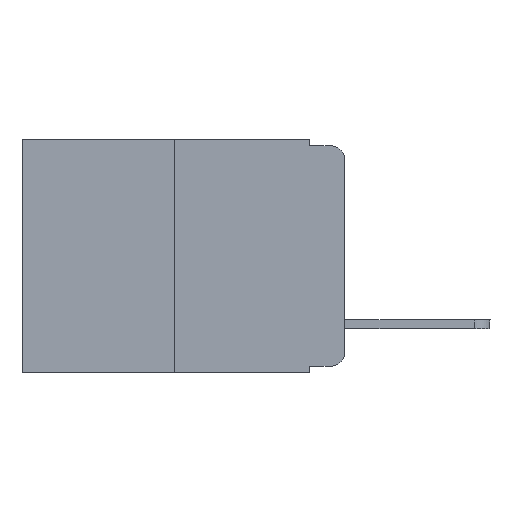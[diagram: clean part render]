
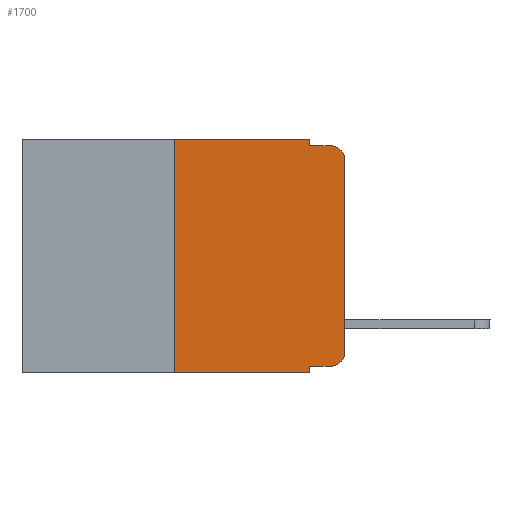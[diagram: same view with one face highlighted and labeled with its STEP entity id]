
A CAD part, left-side view. The second image highlights one B-rep face of the part: STEP entity #1700.
In plain terms, the highlighted planar face has unit normal (-1, 0, 0).
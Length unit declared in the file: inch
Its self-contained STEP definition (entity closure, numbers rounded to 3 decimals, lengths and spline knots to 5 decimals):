
#22 = VECTOR ( 'NONE', #3247, 39.37008 ) ;
#148 = CARTESIAN_POINT ( 'NONE',  ( 0., 0.25, -0.343 ) ) ;
#171 = DIRECTION ( 'NONE',  ( 0., 0., -1. ) ) ;
#251 = DIRECTION ( 'NONE',  ( 0., 0., -1. ) ) ;
#529 = CARTESIAN_POINT ( 'NONE',  ( 0., 0.02, -0.313 ) ) ;
#725 = LINE ( 'NONE', #9067, #6022 ) ;
#770 = LINE ( 'NONE', #2037, #6648 ) ;
#900 = DIRECTION ( 'NONE',  ( 0., 0., -1. ) ) ;
#1239 = VECTOR ( 'NONE', #7772, 39.37008 ) ;
#1348 = ORIENTED_EDGE ( 'NONE', *, *, #6558, .F. ) ;
#1435 = CARTESIAN_POINT ( 'NONE',  ( 0., 0.051, -0.01 ) ) ;
#1561 = DIRECTION ( 'NONE',  ( 0., -1., 0. ) ) ;
#1587 = CIRCLE ( 'NONE', #8554, 0.02 ) ;
#1593 = LINE ( 'NONE', #5599, #1239 ) ;
#1678 = CARTESIAN_POINT ( 'NONE',  ( 0., 0.051, 0. ) ) ;
#1700 = ADVANCED_FACE ( 'NONE', ( #3309 ), #5962, .F. ) ;
#1878 = ORIENTED_EDGE ( 'NONE', *, *, #3614, .F. ) ;
#1958 = LINE ( 'NONE', #7681, #22 ) ;
#2037 = CARTESIAN_POINT ( 'NONE',  ( 0., 0.051, -0.333 ) ) ;
#2362 = EDGE_CURVE ( 'NONE', #2643, #6127, #5973, .T. ) ;
#2643 = VERTEX_POINT ( 'NONE', #8412 ) ;
#2762 = AXIS2_PLACEMENT_3D ( 'NONE', #3202, #3149, #3088 ) ;
#2799 = EDGE_CURVE ( 'NONE', #8257, #2643, #1593, .T. ) ;
#3088 = DIRECTION ( 'NONE',  ( 0., 0., -1. ) ) ;
#3149 = DIRECTION ( 'NONE',  ( -1., 0., 0. ) ) ;
#3202 = CARTESIAN_POINT ( 'NONE',  ( 0., 0.02, -0.03 ) ) ;
#3247 = DIRECTION ( 'NONE',  ( 0., -1., 0. ) ) ;
#3249 = VERTEX_POINT ( 'NONE', #5436 ) ;
#3252 = CARTESIAN_POINT ( 'NONE',  ( 0., 0.25, 0. ) ) ;
#3293 = AXIS2_PLACEMENT_3D ( 'NONE', #9006, #6752, #171 ) ;
#3309 = FACE_OUTER_BOUND ( 'NONE', #5298, .T. ) ;
#3375 = DIRECTION ( 'NONE',  ( -1., 0., 0. ) ) ;
#3547 = ORIENTED_EDGE ( 'NONE', *, *, #7832, .F. ) ;
#3614 = EDGE_CURVE ( 'NONE', #9211, #3978, #7150, .T. ) ;
#3912 = LINE ( 'NONE', #1678, #4718 ) ;
#3935 = EDGE_CURVE ( 'NONE', #3249, #8128, #770, .T. ) ;
#3978 = VERTEX_POINT ( 'NONE', #9416 ) ;
#4071 = VERTEX_POINT ( 'NONE', #6145 ) ;
#4101 = EDGE_CURVE ( 'NONE', #6243, #7949, #3912, .T. ) ;
#4136 = VECTOR ( 'NONE', #8430, 39.37008 ) ;
#4311 = EDGE_CURVE ( 'NONE', #9211, #4071, #1958, .T. ) ;
#4360 = CARTESIAN_POINT ( 'NONE',  ( 0., 0., -0.313 ) ) ;
#4718 = VECTOR ( 'NONE', #900, 39.37008 ) ;
#4726 = ORIENTED_EDGE ( 'NONE', *, *, #2799, .T. ) ;
#4767 = CARTESIAN_POINT ( 'NONE',  ( 0., 0.051, -0.01 ) ) ;
#5183 = ORIENTED_EDGE ( 'NONE', *, *, #6169, .T. ) ;
#5228 = EDGE_CURVE ( 'NONE', #7949, #6127, #8499, .T. ) ;
#5298 = EDGE_LOOP ( 'NONE', ( #4726, #5797, #6489, #6433, #1348, #1878, #8982, #3547, #6863, #5183 ) ) ;
#5436 = CARTESIAN_POINT ( 'NONE',  ( 0., 0.051, -0.333 ) ) ;
#5599 = CARTESIAN_POINT ( 'NONE',  ( 0., 0., 0. ) ) ;
#5797 = ORIENTED_EDGE ( 'NONE', *, *, #2362, .T. ) ;
#5820 = VECTOR ( 'NONE', #9095, 39.37008 ) ;
#5962 = PLANE ( 'NONE',  #3293 ) ;
#5973 = CIRCLE ( 'NONE', #2762, 0.02 ) ;
#6022 = VECTOR ( 'NONE', #251, 39.37008 ) ;
#6127 = VERTEX_POINT ( 'NONE', #7141 ) ;
#6145 = CARTESIAN_POINT ( 'NONE',  ( 0., 0.051, -0.343 ) ) ;
#6169 = EDGE_CURVE ( 'NONE', #8128, #8257, #1587, .T. ) ;
#6243 = VERTEX_POINT ( 'NONE', #7264 ) ;
#6433 = ORIENTED_EDGE ( 'NONE', *, *, #4101, .F. ) ;
#6489 = ORIENTED_EDGE ( 'NONE', *, *, #5228, .F. ) ;
#6558 = EDGE_CURVE ( 'NONE', #3978, #6243, #8701, .T. ) ;
#6605 = DIRECTION ( 'NONE',  ( 0., -1., 0. ) ) ;
#6648 = VECTOR ( 'NONE', #6605, 39.37008 ) ;
#6752 = DIRECTION ( 'NONE',  ( 1., 0., 0. ) ) ;
#6863 = ORIENTED_EDGE ( 'NONE', *, *, #3935, .T. ) ;
#7020 = VECTOR ( 'NONE', #1561, 39.37008 ) ;
#7141 = CARTESIAN_POINT ( 'NONE',  ( 0., 0.02, -0.01 ) ) ;
#7150 = LINE ( 'NONE', #3252, #4136 ) ;
#7264 = CARTESIAN_POINT ( 'NONE',  ( 0., 0.051, 0. ) ) ;
#7669 = CARTESIAN_POINT ( 'NONE',  ( 0., 0.473, 0. ) ) ;
#7681 = CARTESIAN_POINT ( 'NONE',  ( 0., 0.473, -0.343 ) ) ;
#7772 = DIRECTION ( 'NONE',  ( 0., 0., 1. ) ) ;
#7773 = CARTESIAN_POINT ( 'NONE',  ( 0., 0.02, -0.333 ) ) ;
#7832 = EDGE_CURVE ( 'NONE', #3249, #4071, #725, .T. ) ;
#7949 = VERTEX_POINT ( 'NONE', #4767 ) ;
#8128 = VERTEX_POINT ( 'NONE', #7773 ) ;
#8257 = VERTEX_POINT ( 'NONE', #4360 ) ;
#8412 = CARTESIAN_POINT ( 'NONE',  ( 0., 0., -0.03 ) ) ;
#8430 = DIRECTION ( 'NONE',  ( 0., 0., 1. ) ) ;
#8499 = LINE ( 'NONE', #1435, #7020 ) ;
#8554 = AXIS2_PLACEMENT_3D ( 'NONE', #529, #3375, #9438 ) ;
#8701 = LINE ( 'NONE', #7669, #5820 ) ;
#8982 = ORIENTED_EDGE ( 'NONE', *, *, #4311, .T. ) ;
#9006 = CARTESIAN_POINT ( 'NONE',  ( 0., 0.473, 0. ) ) ;
#9067 = CARTESIAN_POINT ( 'NONE',  ( 0., 0.051, 0. ) ) ;
#9095 = DIRECTION ( 'NONE',  ( 0., -1., 0. ) ) ;
#9211 = VERTEX_POINT ( 'NONE', #148 ) ;
#9416 = CARTESIAN_POINT ( 'NONE',  ( 0., 0.25, 0. ) ) ;
#9438 = DIRECTION ( 'NONE',  ( 0., 0., -1. ) ) ;
